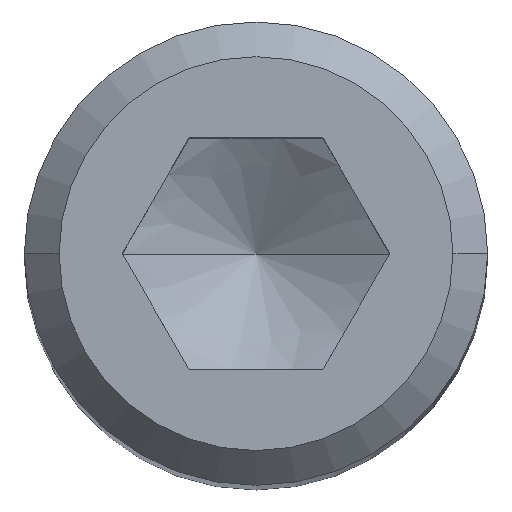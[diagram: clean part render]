
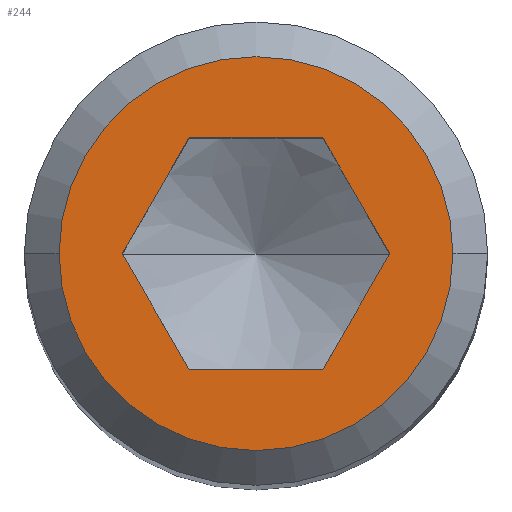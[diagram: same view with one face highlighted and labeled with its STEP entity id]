
A CAD part, top view. The second image highlights one B-rep face of the part: STEP entity #244.
In plain terms, the highlighted planar face has unit normal (0, 0, 1).
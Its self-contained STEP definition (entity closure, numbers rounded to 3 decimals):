
#138=EDGE_CURVE('',#264,#164,#327,.T.);
#156=VERTEX_POINT('',#348);
#162=EDGE_CURVE('',#164,#222,#354,.T.);
#164=VERTEX_POINT('',#356);
#188=VERTEX_POINT('',#383);
#190=EDGE_CURVE('',#188,#156,#385,.T.);
#198=VERTEX_POINT('',#393);
#214=EDGE_CURVE('',#222,#226,#410,.T.);
#222=VERTEX_POINT('',#419);
#226=VERTEX_POINT('',#423);
#238=VERTEX_POINT('',#435);
#244=ADVANCED_FACE('',(#442,#443),#444,.T.);
#246=EDGE_CURVE('',#226,#198,#446,.T.);
#250=EDGE_CURVE('',#238,#264,#450,.T.);
#264=VERTEX_POINT('',#467);
#266=EDGE_CURVE('',#156,#188,#469,.T.);
#272=EDGE_CURVE('',#198,#238,#475,.T.);
#327=LINE('',#542,#543);
#348=CARTESIAN_POINT('',(5.1,0.,80.0));
#354=LINE('',#587,#588);
#356=CARTESIAN_POINT('',(-1.732,3.0,80.0));
#383=CARTESIAN_POINT('',(-5.1,0.,80.0));
#385=CIRCLE('',#646,5.1);
#393=CARTESIAN_POINT('',(1.732,-3.0,80.0));
#410=LINE('',#678,#679);
#419=CARTESIAN_POINT('',(1.732,3.0,80.0));
#423=CARTESIAN_POINT('',(3.464,0.0,80.0));
#435=CARTESIAN_POINT('',(-1.732,-3.0,80.0));
#442=FACE_BOUND('',#737,.T.);
#443=FACE_OUTER_BOUND('',#738,.T.);
#444=PLANE('',#739);
#446=LINE('',#742,#743);
#450=LINE('',#750,#751);
#467=CARTESIAN_POINT('',(-3.464,0.0,80.0));
#469=CIRCLE('',#775,5.1);
#475=LINE('',#783,#784);
#542=CARTESIAN_POINT('',(-2.165,2.25,80.0));
#543=VECTOR('',#845,1.0);
#587=CARTESIAN_POINT('',(0.866,3.0,80.0));
#588=VECTOR('',#877,1.0);
#646=AXIS2_PLACEMENT_3D('',#911,#912,#913);
#678=CARTESIAN_POINT('',(3.031,0.75,80.0));
#679=VECTOR('',#929,1.0);
#737=EDGE_LOOP('',(#950,#951,#952,#953,#954,#955));
#738=EDGE_LOOP('',(#956,#957));
#739=AXIS2_PLACEMENT_3D('',#958,#959,#960);
#742=CARTESIAN_POINT('',(2.165,-2.25,80.0));
#743=VECTOR('',#961,1.0);
#750=CARTESIAN_POINT('',(-3.031,-0.75,80.0));
#751=VECTOR('',#963,1.0);
#775=AXIS2_PLACEMENT_3D('',#989,#990,#991);
#783=CARTESIAN_POINT('',(-0.866,-3.0,80.0));
#784=VECTOR('',#995,1.0);
#845=DIRECTION('',(0.5,0.866,0.0));
#877=DIRECTION('',(1.0,0.0,0.0));
#911=CARTESIAN_POINT('',(0.,0.,80.0));
#912=DIRECTION('',(0.,0.,1.0));
#913=DIRECTION('',(-1.0,0.,0.));
#929=DIRECTION('',(0.5,-0.866,0.0));
#950=ORIENTED_EDGE('',*,*,#250,.T.);
#951=ORIENTED_EDGE('',*,*,#138,.T.);
#952=ORIENTED_EDGE('',*,*,#162,.T.);
#953=ORIENTED_EDGE('',*,*,#214,.T.);
#954=ORIENTED_EDGE('',*,*,#246,.T.);
#955=ORIENTED_EDGE('',*,*,#272,.T.);
#956=ORIENTED_EDGE('',*,*,#190,.T.);
#957=ORIENTED_EDGE('',*,*,#266,.T.);
#958=CARTESIAN_POINT('',(-2.55,0.,80.0));
#959=DIRECTION('',(0.,0.,1.0));
#960=DIRECTION('',(-1.0,0.,0.0));
#961=DIRECTION('',(-0.5,-0.866,0.0));
#963=DIRECTION('',(-0.5,0.866,0.0));
#989=CARTESIAN_POINT('',(0.,0.,80.0));
#990=DIRECTION('',(0.,0.,1.0));
#991=DIRECTION('',(-1.0,0.,0.));
#995=DIRECTION('',(-1.0,0.0,0.0));
